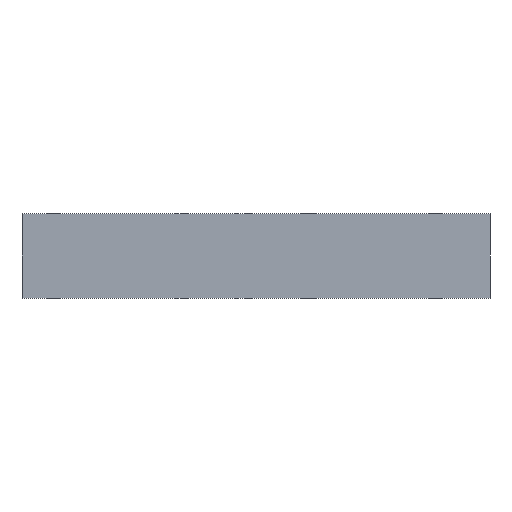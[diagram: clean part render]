
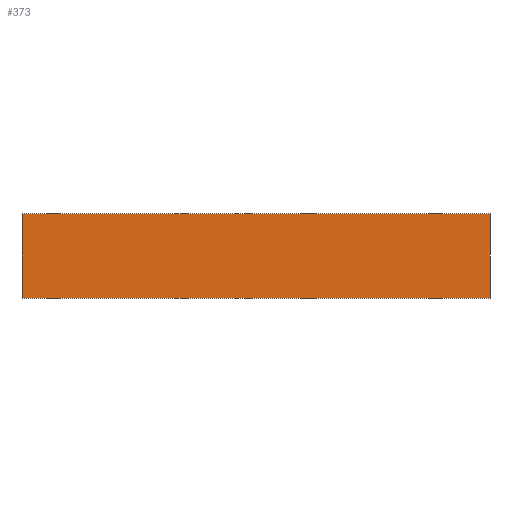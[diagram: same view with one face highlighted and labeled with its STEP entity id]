
A CAD part, front view. The second image highlights one B-rep face of the part: STEP entity #373.
In plain terms, the highlighted planar face has unit normal (0, -1, 0).
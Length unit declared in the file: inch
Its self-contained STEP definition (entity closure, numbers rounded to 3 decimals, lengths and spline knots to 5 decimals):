
#37=PLANE('',#429);
#55=FACE_OUTER_BOUND('',#81,.T.);
#81=EDGE_LOOP('',(#313,#314,#315,#316));
#117=LINE('',#613,#149);
#118=LINE('',#615,#150);
#119=LINE('',#617,#151);
#120=LINE('',#618,#152);
#149=VECTOR('',#515,0.3937);
#150=VECTOR('',#516,0.3937);
#151=VECTOR('',#517,0.3937);
#152=VECTOR('',#518,0.3937);
#201=VERTEX_POINT('',#611);
#202=VERTEX_POINT('',#612);
#203=VERTEX_POINT('',#614);
#204=VERTEX_POINT('',#616);
#245=EDGE_CURVE('',#201,#202,#117,.T.);
#246=EDGE_CURVE('',#202,#203,#118,.T.);
#247=EDGE_CURVE('',#204,#203,#119,.T.);
#248=EDGE_CURVE('',#201,#204,#120,.T.);
#313=ORIENTED_EDGE('',*,*,#245,.T.);
#314=ORIENTED_EDGE('',*,*,#246,.T.);
#315=ORIENTED_EDGE('',*,*,#247,.F.);
#316=ORIENTED_EDGE('',*,*,#248,.F.);
#373=ADVANCED_FACE('',(#55),#37,.T.);
#429=AXIS2_PLACEMENT_3D('',#610,#513,#514);
#513=DIRECTION('center_axis',(0.,-1.,0.));
#514=DIRECTION('ref_axis',(0.,0.,-1.));
#515=DIRECTION('',(0.,0.,-1.));
#516=DIRECTION('',(1.,0.,0.));
#517=DIRECTION('',(0.,0.,-1.));
#518=DIRECTION('',(1.,0.,0.));
#610=CARTESIAN_POINT('Origin',(0.,0.,0.));
#611=CARTESIAN_POINT('',(0.,0.,0.));
#612=CARTESIAN_POINT('',(0.,0.,-2.));
#613=CARTESIAN_POINT('',(0.,0.,0.));
#614=CARTESIAN_POINT('',(11.02362,0.,-2.));
#615=CARTESIAN_POINT('',(0.,0.,-2.));
#616=CARTESIAN_POINT('',(11.02362,0.,0.));
#617=CARTESIAN_POINT('',(11.02362,0.,0.));
#618=CARTESIAN_POINT('',(0.,0.,0.));
